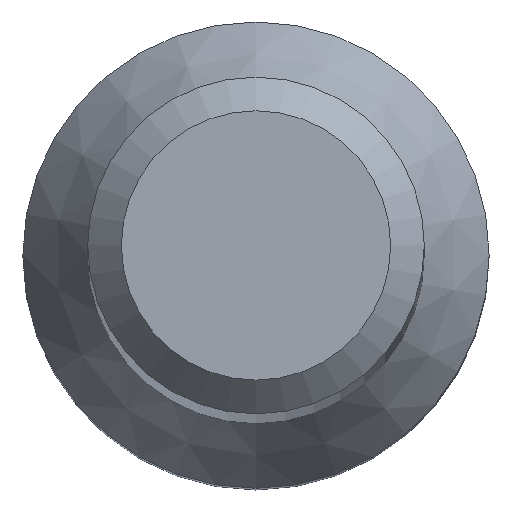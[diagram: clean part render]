
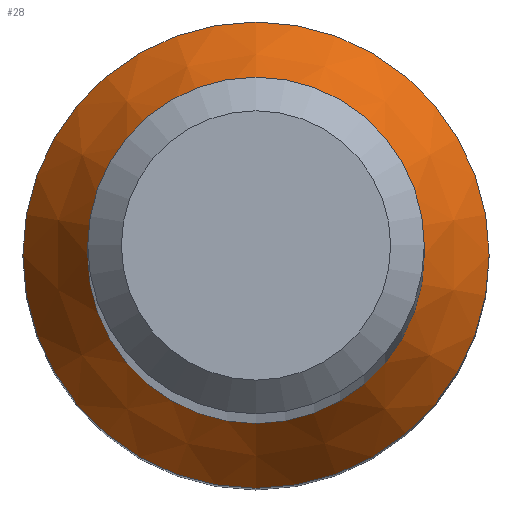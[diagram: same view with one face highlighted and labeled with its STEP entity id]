
A CAD part, top view. The second image highlights one B-rep face of the part: STEP entity #28.
In plain terms, the highlighted conical face has half-angle 30 degrees and reference radius 4.155 mm.
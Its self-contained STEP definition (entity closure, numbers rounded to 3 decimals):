
#2 = AXIS2_PLACEMENT_3D ( 'NONE', #228, #112, #191 ) ;
#20 = CARTESIAN_POINT ( 'NONE',  ( 0., 0., 17.723 ) ) ;
#28 = ADVANCED_FACE ( 'NONE', ( #89, #208 ), #236, .T. ) ;
#36 = EDGE_LOOP ( 'NONE', ( #138 ) ) ;
#39 = DIRECTION ( 'NONE',  ( 0., 0., -1. ) ) ;
#65 = ORIENTED_EDGE ( 'NONE', *, *, #217, .F. ) ;
#70 = EDGE_LOOP ( 'NONE', ( #65 ) ) ;
#87 = CIRCLE ( 'NONE', #2, 4.155 ) ;
#89 = FACE_BOUND ( 'NONE', #36, .T. ) ;
#98 = VERTEX_POINT ( 'NONE', #133 ) ;
#112 = DIRECTION ( 'NONE',  ( 0., 0., -1. ) ) ;
#122 = CARTESIAN_POINT ( 'NONE',  ( 0., 0., 19.724 ) ) ;
#133 = CARTESIAN_POINT ( 'NONE',  ( 0., 3., 19.724 ) ) ;
#136 = EDGE_CURVE ( 'NONE', #98, #98, #206, .T. ) ;
#138 = ORIENTED_EDGE ( 'NONE', *, *, #136, .T. ) ;
#146 = AXIS2_PLACEMENT_3D ( 'NONE', #20, #39, #168 ) ;
#168 = DIRECTION ( 'NONE',  ( 0., 1., 0. ) ) ;
#174 = CARTESIAN_POINT ( 'NONE',  ( 0., 4.155, 17.723 ) ) ;
#191 = DIRECTION ( 'NONE',  ( 0., 1., 0. ) ) ;
#205 = DIRECTION ( 'NONE',  ( 0., 1., 0. ) ) ;
#206 = CIRCLE ( 'NONE', #234, 3. ) ;
#208 = FACE_OUTER_BOUND ( 'NONE', #70, .T. ) ;
#212 = VERTEX_POINT ( 'NONE', #174 ) ;
#217 = EDGE_CURVE ( 'NONE', #212, #212, #87, .T. ) ;
#221 = DIRECTION ( 'NONE',  ( 0., 0., -1. ) ) ;
#228 = CARTESIAN_POINT ( 'NONE',  ( 0., 0., 17.723 ) ) ;
#234 = AXIS2_PLACEMENT_3D ( 'NONE', #122, #221, #205 ) ;
#236 = CONICAL_SURFACE ( 'NONE', #146, 4.155, 0.524 ) ;
